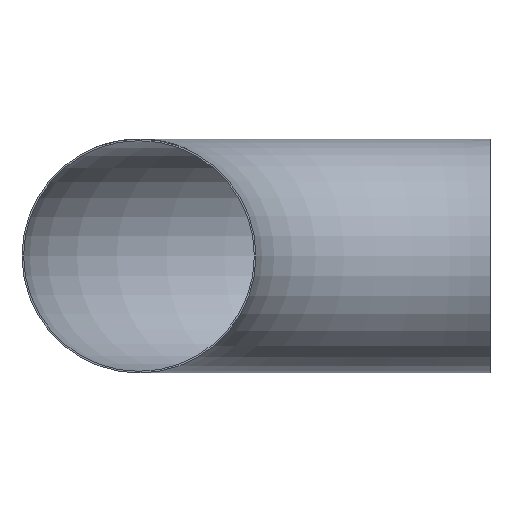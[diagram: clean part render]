
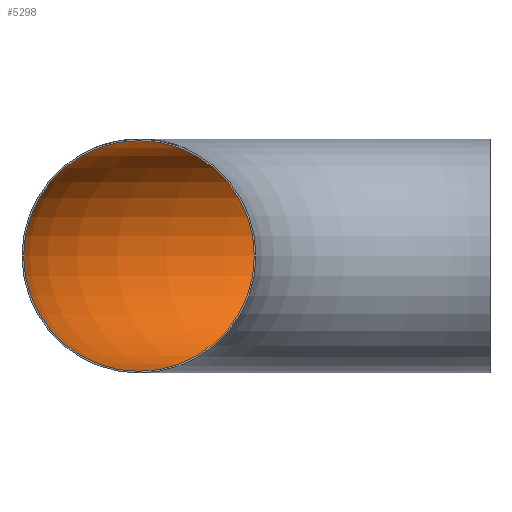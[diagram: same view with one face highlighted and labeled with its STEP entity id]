
A CAD part, front view. The second image highlights one B-rep face of the part: STEP entity #5298.
In plain terms, the highlighted toroidal (fillet/blend) face has major radius 1067 mm and minor radius 350.6 mm.
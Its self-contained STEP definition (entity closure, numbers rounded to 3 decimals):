
#653 = FACE_OUTER_BOUND ( 'NONE', #16641, .T. ) ;
#828 = DIRECTION ( 'NONE',  ( -1., 0., 0. ) ) ;
#899 = TOROIDAL_SURFACE ( 'NONE', #33445, 1067., 350.6 ) ;
#2144 = DIRECTION ( 'NONE',  ( 0., 1., 0. ) ) ;
#2399 = CARTESIAN_POINT ( 'NONE',  ( 0., 1067., 0. ) ) ;
#4204 = EDGE_CURVE ( 'NONE', #7985, #7985, #12290, .T. ) ;
#5184 = DIRECTION ( 'NONE',  ( 0., 0., 1. ) ) ;
#5298 = ADVANCED_FACE ( 'NONE', ( #33178, #653 ), #899, .F. ) ;
#5804 = DIRECTION ( 'NONE',  ( 1., 0., 0. ) ) ;
#6681 = CIRCLE ( 'NONE', #32906, 350.6 ) ;
#7985 = VERTEX_POINT ( 'NONE', #16371 ) ;
#12290 = CIRCLE ( 'NONE', #16279, 350.6 ) ;
#12704 = EDGE_CURVE ( 'NONE', #21712, #21712, #6681, .T. ) ;
#14246 = CARTESIAN_POINT ( 'NONE',  ( 0., 0., 0. ) ) ;
#14417 = DIRECTION ( 'NONE',  ( 0., 0., -1. ) ) ;
#16279 = AXIS2_PLACEMENT_3D ( 'NONE', #2399, #5804, #32414 ) ;
#16371 = CARTESIAN_POINT ( 'NONE',  ( 0., 1417.6, 0. ) ) ;
#16641 = EDGE_LOOP ( 'NONE', ( #29235 ) ) ;
#16727 = CARTESIAN_POINT ( 'NONE',  ( -1067., 0., 350.6 ) ) ;
#21712 = VERTEX_POINT ( 'NONE', #16727 ) ;
#24456 = CARTESIAN_POINT ( 'NONE',  ( -1067., 0., 0. ) ) ;
#27691 = ORIENTED_EDGE ( 'NONE', *, *, #4204, .T. ) ;
#29235 = ORIENTED_EDGE ( 'NONE', *, *, #12704, .F. ) ;
#32414 = DIRECTION ( 'NONE',  ( 0., 1., 0. ) ) ;
#32906 = AXIS2_PLACEMENT_3D ( 'NONE', #24456, #2144, #5184 ) ;
#33178 = FACE_OUTER_BOUND ( 'NONE', #35370, .T. ) ;
#33445 = AXIS2_PLACEMENT_3D ( 'NONE', #14246, #14417, #828 ) ;
#35370 = EDGE_LOOP ( 'NONE', ( #27691 ) ) ;
